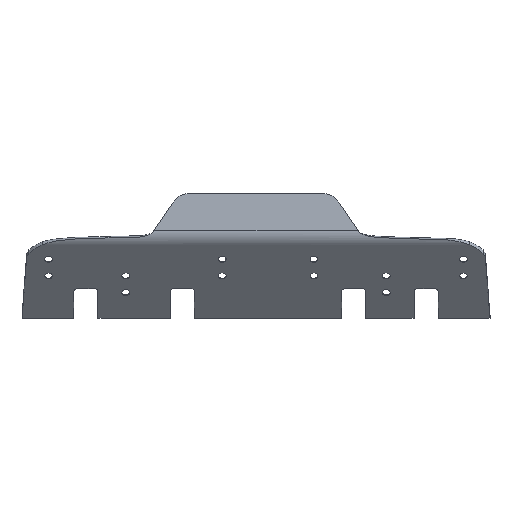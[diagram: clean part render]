
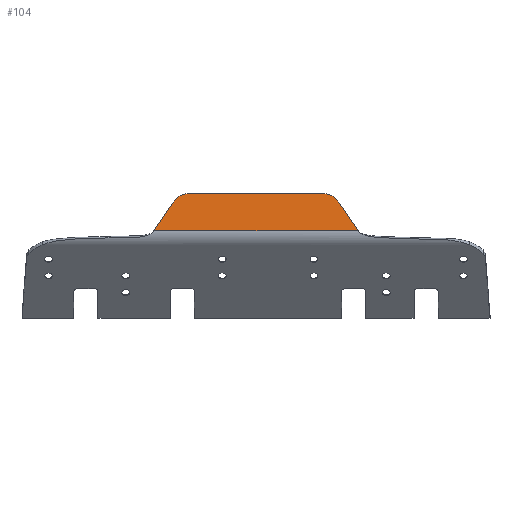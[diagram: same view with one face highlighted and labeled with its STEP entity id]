
A CAD part, top view. The second image highlights one B-rep face of the part: STEP entity #104.
In plain terms, the highlighted planar face has unit normal (0, 0.087, 0.996).
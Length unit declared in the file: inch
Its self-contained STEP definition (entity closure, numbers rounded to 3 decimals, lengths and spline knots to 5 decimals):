
#5 = VERTEX_POINT ( 'NONE', #2236 ) ;
#28 = VERTEX_POINT ( 'NONE', #727 ) ;
#36 = DIRECTION ( 'NONE',  ( -1., 0., 0. ) ) ;
#60 = FACE_OUTER_BOUND ( 'NONE', #2194, .T. ) ;
#71 = DIRECTION ( 'NONE',  ( 0., 0.087, 0.996 ) ) ;
#104 = ADVANCED_FACE ( 'NONE', ( #60 ), #772, .T. ) ;
#130 = ORIENTED_EDGE ( 'NONE', *, *, #1726, .T. ) ;
#194 = DIRECTION ( 'NONE',  ( 0., -0.996, 0.087 ) ) ;
#223 = LINE ( 'NONE', #2290, #2704 ) ;
#266 = VECTOR ( 'NONE', #425, 39.37008 ) ;
#327 = CARTESIAN_POINT ( 'NONE',  ( -4.9375, 2., -6.33477 ) ) ;
#425 = DIRECTION ( 'NONE',  ( 0.555, -0.829, 0.073 ) ) ;
#449 = DIRECTION ( 'NONE',  ( 1., 0., 0. ) ) ;
#461 = VERTEX_POINT ( 'NONE', #1351 ) ;
#577 = DIRECTION ( 'NONE',  ( 0., -0.996, 0.087 ) ) ;
#610 = EDGE_CURVE ( 'NONE', #5, #1191, #1670, .T. ) ;
#657 = EDGE_CURVE ( 'NONE', #1991, #28, #2428, .T. ) ;
#676 = ORIENTED_EDGE ( 'NONE', *, *, #2522, .F. ) ;
#727 = CARTESIAN_POINT ( 'NONE',  ( -2.14843, 2.9505, -6.41793 ) ) ;
#772 = PLANE ( 'NONE',  #1133 ) ;
#899 = AXIS2_PLACEMENT_3D ( 'NONE', #2587, #1990, #577 ) ;
#908 = CARTESIAN_POINT ( 'NONE',  ( -2.64645, 2.20632, -6.35283 ) ) ;
#1033 = AXIS2_PLACEMENT_3D ( 'NONE', #2748, #2307, #194 ) ;
#1133 = AXIS2_PLACEMENT_3D ( 'NONE', #327, #71, #2892 ) ;
#1142 = ORIENTED_EDGE ( 'NONE', *, *, #2037, .T. ) ;
#1183 = CARTESIAN_POINT ( 'NONE',  ( 2.14843, 2.9505, -6.41793 ) ) ;
#1191 = VERTEX_POINT ( 'NONE', #1252 ) ;
#1249 = CARTESIAN_POINT ( 'NONE',  ( -3.44697, 1.0101, -6.24817 ) ) ;
#1252 = CARTESIAN_POINT ( 'NONE',  ( -1.73241, 3.1723, -6.43734 ) ) ;
#1351 = CARTESIAN_POINT ( 'NONE',  ( 2.64645, 2.20632, -6.35283 ) ) ;
#1563 = VECTOR ( 'NONE', #36, 39.37008 ) ;
#1670 = LINE ( 'NONE', #2155, #1563 ) ;
#1726 = EDGE_CURVE ( 'NONE', #1991, #461, #223, .T. ) ;
#1990 = DIRECTION ( 'NONE',  ( 0., 0.087, 0.996 ) ) ;
#1991 = VERTEX_POINT ( 'NONE', #908 ) ;
#2037 = EDGE_CURVE ( 'NONE', #1191, #28, #2128, .T. ) ;
#2128 = CIRCLE ( 'NONE', #1033, 0.5 ) ;
#2131 = CARTESIAN_POINT ( 'NONE',  ( 0.40851, 5.55045, -6.6454 ) ) ;
#2155 = CARTESIAN_POINT ( 'NONE',  ( 1.15, 3.1723, -6.43734 ) ) ;
#2194 = EDGE_LOOP ( 'NONE', ( #2822, #1142, #2688, #130, #676, #2313 ) ) ;
#2236 = CARTESIAN_POINT ( 'NONE',  ( 1.73241, 3.1723, -6.43734 ) ) ;
#2290 = CARTESIAN_POINT ( 'NONE',  ( -4.9375, 2.20632, -6.35283 ) ) ;
#2307 = DIRECTION ( 'NONE',  ( 0., 0.087, 0.996 ) ) ;
#2313 = ORIENTED_EDGE ( 'NONE', *, *, #2717, .T. ) ;
#2428 = LINE ( 'NONE', #1249, #2665 ) ;
#2438 = VERTEX_POINT ( 'NONE', #1183 ) ;
#2522 = EDGE_CURVE ( 'NONE', #2438, #461, #2781, .T. ) ;
#2587 = CARTESIAN_POINT ( 'NONE',  ( 1.73241, 2.6742, -6.39376 ) ) ;
#2629 = CIRCLE ( 'NONE', #899, 0.5 ) ;
#2665 = VECTOR ( 'NONE', #3046, 39.37008 ) ;
#2688 = ORIENTED_EDGE ( 'NONE', *, *, #657, .F. ) ;
#2704 = VECTOR ( 'NONE', #449, 39.37008 ) ;
#2717 = EDGE_CURVE ( 'NONE', #2438, #5, #2629, .T. ) ;
#2748 = CARTESIAN_POINT ( 'NONE',  ( -1.73241, 2.6742, -6.39376 ) ) ;
#2781 = LINE ( 'NONE', #2131, #266 ) ;
#2822 = ORIENTED_EDGE ( 'NONE', *, *, #610, .T. ) ;
#2892 = DIRECTION ( 'NONE',  ( 0., -0.996, 0.087 ) ) ;
#3046 = DIRECTION ( 'NONE',  ( 0.555, 0.829, -0.073 ) ) ;
